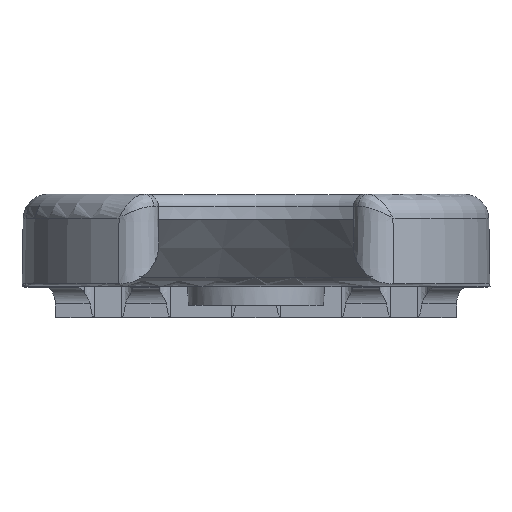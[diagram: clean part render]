
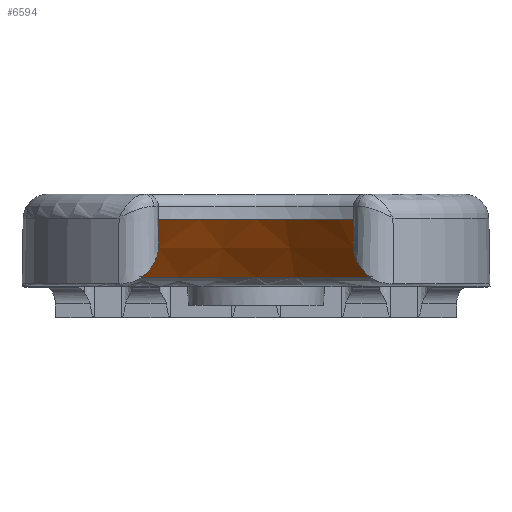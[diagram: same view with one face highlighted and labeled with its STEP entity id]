
A CAD part, top view. The second image highlights one B-rep face of the part: STEP entity #6594.
In plain terms, the highlighted conical face has half-angle 45 degrees and reference radius 36.535 mm.
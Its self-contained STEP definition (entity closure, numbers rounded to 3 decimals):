
#195 = VERTEX_POINT ( 'NONE', #987 ) ;
#266 = CIRCLE ( 'NONE', #716, 36.536 ) ;
#716 = AXIS2_PLACEMENT_3D ( 'NONE', #3560, #2659, #8971 ) ;
#987 = CARTESIAN_POINT ( 'NONE',  ( 27., 11., 0. ) ) ;
#1098 = CARTESIAN_POINT ( 'NONE',  ( 0., 1.464, 0. ) ) ;
#1100 = EDGE_LOOP ( 'NONE', ( #5251, #5212, #7250, #4605 ) ) ;
#1813 = CONICAL_SURFACE ( 'NONE', #5548, 36.536, 0.785 ) ;
#1816 = CARTESIAN_POINT ( 'NONE',  ( -36.536, 1.464, 0. ) ) ;
#1931 = DIRECTION ( 'NONE',  ( 0., -1., 0. ) ) ;
#2659 = DIRECTION ( 'NONE',  ( 0., 1., 0. ) ) ;
#3560 = CARTESIAN_POINT ( 'NONE',  ( 0., 1.464, 0. ) ) ;
#3628 = DIRECTION ( 'NONE',  ( 1., 0., 0. ) ) ;
#4301 = VERTEX_POINT ( 'NONE', #8975 ) ;
#4511 = CARTESIAN_POINT ( 'NONE',  ( -27., 11., 0. ) ) ;
#4605 = ORIENTED_EDGE ( 'NONE', *, *, #7974, .F. ) ;
#4738 = CARTESIAN_POINT ( 'NONE',  ( 36.536, 1.464, 0. ) ) ;
#4945 = EDGE_CURVE ( 'NONE', #5461, #195, #7753, .T. ) ;
#5063 = AXIS2_PLACEMENT_3D ( 'NONE', #8061, #6080, #3628 ) ;
#5212 = ORIENTED_EDGE ( 'NONE', *, *, #7073, .T. ) ;
#5251 = ORIENTED_EDGE ( 'NONE', *, *, #4945, .F. ) ;
#5461 = VERTEX_POINT ( 'NONE', #4511 ) ;
#5533 = VERTEX_POINT ( 'NONE', #8893 ) ;
#5548 = AXIS2_PLACEMENT_3D ( 'NONE', #1098, #1931, #9073 ) ;
#6080 = DIRECTION ( 'NONE',  ( 0., -1., 0. ) ) ;
#6594 = ADVANCED_FACE ( 'NONE', ( #6879 ), #1813, .F. ) ;
#6879 = FACE_OUTER_BOUND ( 'NONE', #1100, .T. ) ;
#7018 = DIRECTION ( 'NONE',  ( 0.707, -0.707, 0. ) ) ;
#7073 = EDGE_CURVE ( 'NONE', #5461, #5533, #8205, .T. ) ;
#7120 = VECTOR ( 'NONE', #7280, 1000. ) ;
#7250 = ORIENTED_EDGE ( 'NONE', *, *, #7665, .F. ) ;
#7280 = DIRECTION ( 'NONE',  ( -0.707, -0.707, 0. ) ) ;
#7665 = EDGE_CURVE ( 'NONE', #4301, #5533, #266, .T. ) ;
#7753 = CIRCLE ( 'NONE', #5063, 27. ) ;
#7974 = EDGE_CURVE ( 'NONE', #195, #4301, #9069, .T. ) ;
#8061 = CARTESIAN_POINT ( 'NONE',  ( 0., 11., 0. ) ) ;
#8172 = VECTOR ( 'NONE', #7018, 1000. ) ;
#8205 = LINE ( 'NONE', #1816, #7120 ) ;
#8893 = CARTESIAN_POINT ( 'NONE',  ( -36.536, 1.464, 0. ) ) ;
#8971 = DIRECTION ( 'NONE',  ( 0.481, 0., 0.877 ) ) ;
#8975 = CARTESIAN_POINT ( 'NONE',  ( 36.536, 1.464, 0. ) ) ;
#9069 = LINE ( 'NONE', #4738, #8172 ) ;
#9073 = DIRECTION ( 'NONE',  ( 1., 0., 0. ) ) ;
